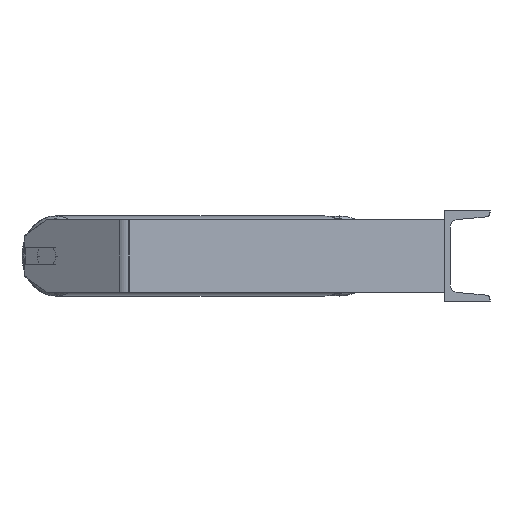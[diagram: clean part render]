
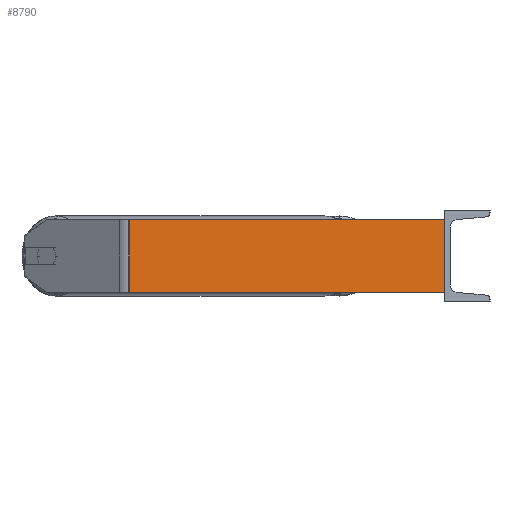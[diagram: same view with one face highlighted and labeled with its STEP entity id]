
A CAD part, left-side view. The second image highlights one B-rep face of the part: STEP entity #8790.
In plain terms, the highlighted planar face has unit normal (-0.996, -0.087, 0).
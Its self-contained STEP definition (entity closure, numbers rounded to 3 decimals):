
#85 = ORIENTED_EDGE ( 'NONE', *, *, #7242, .T. ) ;
#479 = EDGE_CURVE ( 'NONE', #3307, #7214, #5482, .T. ) ;
#733 = DIRECTION ( 'NONE',  ( -0.087, 0.996, 0. ) ) ;
#1049 = DIRECTION ( 'NONE',  ( 0., 0., -1. ) ) ;
#1189 = CARTESIAN_POINT ( 'NONE',  ( -785., 0., 40. ) ) ;
#1468 = LINE ( 'NONE', #7087, #2486 ) ;
#1742 = VECTOR ( 'NONE', #8667, 1000. ) ;
#1952 = CARTESIAN_POINT ( 'NONE',  ( -785., 0., 40. ) ) ;
#1993 = CARTESIAN_POINT ( 'NONE',  ( -816.146, 356.005, 40. ) ) ;
#2482 = ORIENTED_EDGE ( 'NONE', *, *, #479, .F. ) ;
#2486 = VECTOR ( 'NONE', #5712, 1000. ) ;
#2685 = CARTESIAN_POINT ( 'NONE',  ( -815.639, 350.204, 40. ) ) ;
#2833 = FACE_OUTER_BOUND ( 'NONE', #4075, .T. ) ;
#2951 = CARTESIAN_POINT ( 'NONE',  ( -815.639, 350.204, -40. ) ) ;
#3307 = VERTEX_POINT ( 'NONE', #1952 ) ;
#3437 = EDGE_CURVE ( 'NONE', #4614, #3307, #1468, .T. ) ;
#3651 = VECTOR ( 'NONE', #1049, 1000. ) ;
#4075 = EDGE_LOOP ( 'NONE', ( #8843, #2482, #4692, #85 ) ) ;
#4123 = PLANE ( 'NONE',  #5612 ) ;
#4397 = EDGE_CURVE ( 'NONE', #4753, #7214, #4505, .T. ) ;
#4505 = LINE ( 'NONE', #5298, #1742 ) ;
#4614 = VERTEX_POINT ( 'NONE', #2685 ) ;
#4692 = ORIENTED_EDGE ( 'NONE', *, *, #3437, .F. ) ;
#4753 = VERTEX_POINT ( 'NONE', #2951 ) ;
#5298 = CARTESIAN_POINT ( 'NONE',  ( -816.146, 356.005, -40. ) ) ;
#5374 = VECTOR ( 'NONE', #6707, 1000. ) ;
#5482 = LINE ( 'NONE', #1189, #5374 ) ;
#5612 = AXIS2_PLACEMENT_3D ( 'NONE', #1993, #7752, #733 ) ;
#5712 = DIRECTION ( 'NONE',  ( 0.087, -0.996, 0. ) ) ;
#6707 = DIRECTION ( 'NONE',  ( 0., 0., -1. ) ) ;
#7087 = CARTESIAN_POINT ( 'NONE',  ( -816.146, 356.005, 40. ) ) ;
#7214 = VERTEX_POINT ( 'NONE', #7501 ) ;
#7242 = EDGE_CURVE ( 'NONE', #4614, #4753, #8060, .T. ) ;
#7443 = CARTESIAN_POINT ( 'NONE',  ( -815.639, 350.204, 40. ) ) ;
#7501 = CARTESIAN_POINT ( 'NONE',  ( -785., 0., -40. ) ) ;
#7752 = DIRECTION ( 'NONE',  ( 0.996, 0.087, 0. ) ) ;
#8060 = LINE ( 'NONE', #7443, #3651 ) ;
#8667 = DIRECTION ( 'NONE',  ( 0.087, -0.996, 0. ) ) ;
#8790 = ADVANCED_FACE ( 'NONE', ( #2833 ), #4123, .F. ) ;
#8843 = ORIENTED_EDGE ( 'NONE', *, *, #4397, .T. ) ;
